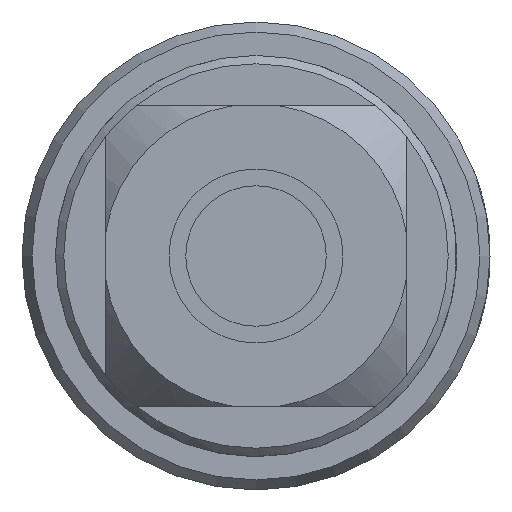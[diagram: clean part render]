
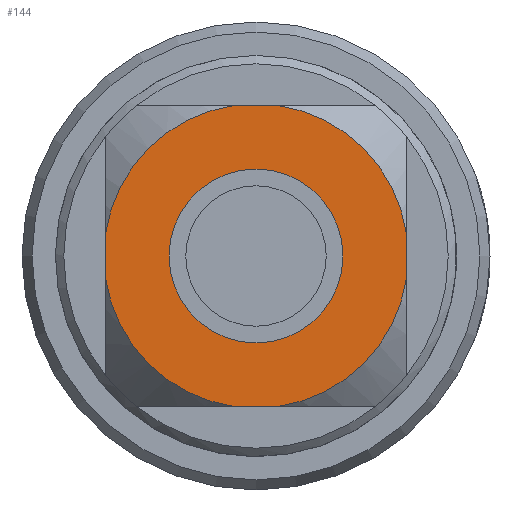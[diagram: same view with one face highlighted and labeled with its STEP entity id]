
A CAD part, left-side view. The second image highlights one B-rep face of the part: STEP entity #144.
In plain terms, the highlighted planar face has unit normal (-1, 0, 0).
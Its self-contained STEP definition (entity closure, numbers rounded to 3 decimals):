
#144=ADVANCED_FACE('',(#310,#311),#204,.T.);
#204=PLANE('',#907);
#230=LINE('',#1286,#270);
#231=LINE('',#1290,#271);
#232=LINE('',#1294,#272);
#233=LINE('',#1298,#273);
#270=VECTOR('',#1020,1.);
#271=VECTOR('',#1023,1.);
#272=VECTOR('',#1026,1.);
#273=VECTOR('',#1029,1.);
#310=FACE_BOUND('',#357,.T.);
#311=FACE_BOUND('',#358,.T.);
#357=EDGE_LOOP('',(#439));
#358=EDGE_LOOP('',(#440,#441,#442,#443,#444,#445,#446,#447));
#439=ORIENTED_EDGE('',*,*,#739,.T.);
#440=ORIENTED_EDGE('',*,*,#740,.T.);
#441=ORIENTED_EDGE('',*,*,#741,.T.);
#442=ORIENTED_EDGE('',*,*,#742,.T.);
#443=ORIENTED_EDGE('',*,*,#743,.T.);
#444=ORIENTED_EDGE('',*,*,#744,.T.);
#445=ORIENTED_EDGE('',*,*,#745,.T.);
#446=ORIENTED_EDGE('',*,*,#746,.T.);
#447=ORIENTED_EDGE('',*,*,#747,.T.);
#659=VERTEX_POINT('',#1282);
#660=VERTEX_POINT('',#1284);
#661=VERTEX_POINT('',#1285);
#662=VERTEX_POINT('',#1287);
#663=VERTEX_POINT('',#1289);
#664=VERTEX_POINT('',#1291);
#665=VERTEX_POINT('',#1293);
#666=VERTEX_POINT('',#1295);
#667=VERTEX_POINT('',#1297);
#739=EDGE_CURVE('',#659,#659,#849,.T.);
#740=EDGE_CURVE('',#660,#661,#850,.T.);
#741=EDGE_CURVE('',#661,#662,#230,.T.);
#742=EDGE_CURVE('',#662,#663,#851,.T.);
#743=EDGE_CURVE('',#663,#664,#231,.T.);
#744=EDGE_CURVE('',#664,#665,#852,.T.);
#745=EDGE_CURVE('',#665,#666,#232,.T.);
#746=EDGE_CURVE('',#666,#667,#853,.T.);
#747=EDGE_CURVE('',#667,#660,#233,.T.);
#849=CIRCLE('',#902,2.6);
#850=CIRCLE('',#903,4.55);
#851=CIRCLE('',#904,4.55);
#852=CIRCLE('',#905,4.55);
#853=CIRCLE('',#906,4.55);
#902=AXIS2_PLACEMENT_3D('',#1281,#1016,#1017);
#903=AXIS2_PLACEMENT_3D('',#1283,#1018,#1019);
#904=AXIS2_PLACEMENT_3D('',#1288,#1021,#1022);
#905=AXIS2_PLACEMENT_3D('',#1292,#1024,#1025);
#906=AXIS2_PLACEMENT_3D('',#1296,#1027,#1028);
#907=AXIS2_PLACEMENT_3D('',#1299,#1030,#1031);
#1016=DIRECTION('',(1.,0.,0.));
#1017=DIRECTION('',(0.,0.,1.));
#1018=DIRECTION('',(-1.,0.,0.));
#1019=DIRECTION('',(0.,0.,1.));
#1020=DIRECTION('',(0.,1.,0.));
#1021=DIRECTION('',(-1.,0.,0.));
#1022=DIRECTION('',(0.,0.,1.));
#1023=DIRECTION('',(0.,0.,-1.));
#1024=DIRECTION('',(-1.,0.,0.));
#1025=DIRECTION('',(0.,0.,1.));
#1026=DIRECTION('',(0.,-1.,0.));
#1027=DIRECTION('',(-1.,0.,0.));
#1028=DIRECTION('',(0.,0.,1.));
#1029=DIRECTION('',(0.,0.,1.));
#1030=DIRECTION('',(-1.,0.,0.));
#1031=DIRECTION('',(0.,0.,1.));
#1281=CARTESIAN_POINT('',(-33.,0.,0.));
#1282=CARTESIAN_POINT('',(-33.,0.,2.6));
#1283=CARTESIAN_POINT('',(-33.,0.,0.));
#1284=CARTESIAN_POINT('',(-33.,-4.5,0.673));
#1285=CARTESIAN_POINT('',(-33.,-0.673,4.5));
#1286=CARTESIAN_POINT('',(-33.,0.,4.5));
#1287=CARTESIAN_POINT('',(-33.,0.673,4.5));
#1288=CARTESIAN_POINT('',(-33.,0.,0.));
#1289=CARTESIAN_POINT('',(-33.,4.5,0.673));
#1290=CARTESIAN_POINT('',(-33.,4.5,0.));
#1291=CARTESIAN_POINT('',(-33.,4.5,-0.673));
#1292=CARTESIAN_POINT('',(-33.,0.,0.));
#1293=CARTESIAN_POINT('',(-33.,0.673,-4.5));
#1294=CARTESIAN_POINT('',(-33.,0.,-4.5));
#1295=CARTESIAN_POINT('',(-33.,-0.673,-4.5));
#1296=CARTESIAN_POINT('',(-33.,0.,0.));
#1297=CARTESIAN_POINT('',(-33.,-4.5,-0.673));
#1298=CARTESIAN_POINT('',(-33.,-4.5,0.));
#1299=CARTESIAN_POINT('',(-33.,0.,0.));
